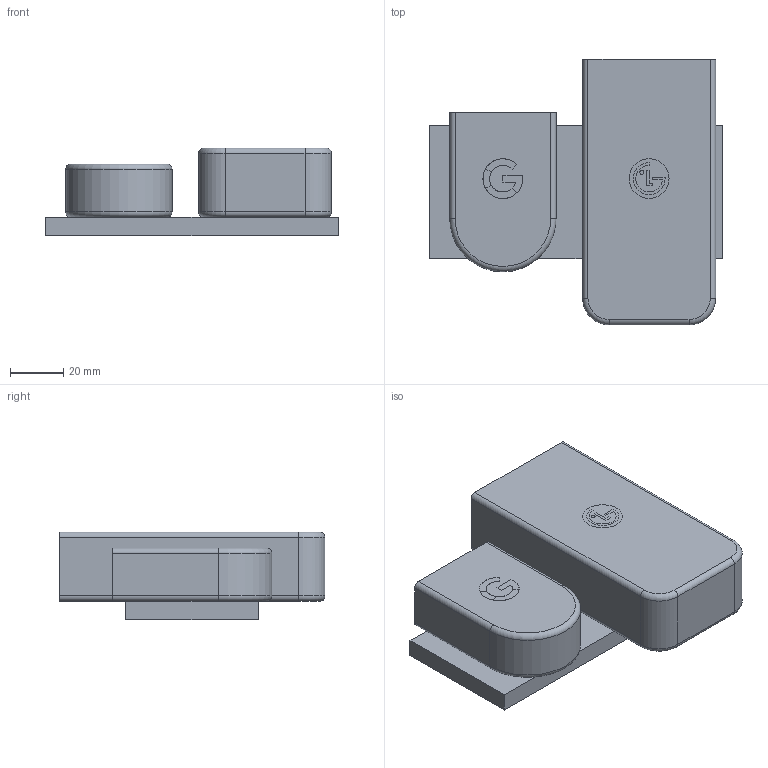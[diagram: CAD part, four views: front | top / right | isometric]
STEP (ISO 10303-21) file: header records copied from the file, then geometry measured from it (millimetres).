
FILE_DESCRIPTION(/* description */ ('STEP AP242','CAx-IF Rec.Pracs.---Representation and Presentation of Product Manufacturing Information (PMI)---4.0---2014-10-13','CAx-IF Rec.Pracs.---3D Tessellated Geometry---0.4---2014-09-14','2;1'),/* implementation_level */ '2;1');
FILE_NAME(/* name */ '668afc3f14435c297619584b',/* time_stamp */ '2024-07-07T20:36:16Z',/* author */ (''),/* organization */ (''),/* preprocessor_version */ 'ST-DEVELOPER v20',/* originating_system */ ' ',/* authorisation */ ' ');
FILE_SCHEMA (('AP242_MANAGED_MODEL_BASED_3D_ENGINEERING_MIM_LF { 1 0 10303 442 1 1 4 }'));
Length unit declared in the file: metre
Products named in the file (11): Part 11; Part 10; Part 9; Part 8; Part 7; Part 6; Part 5; Part 4; Part 3; Part 2; Part 1
Bounding box: 110 x 100 x 33 mm (x, y, z)
Volume: 59443.4 mm3; surface area: 59651.9 mm2
Topology: 11 solids, 11 shells, 129 faces, 294 edges, 192 vertices
Faces by surface type: plane 87, cylinder 36, torus 6
Full cylindrical faces by diameter (mm): 1.5 x2, 15 x2
Entity records: 3882 total; most frequent: DIRECTION 650, CARTESIAN_POINT 622, ORIENTED_EDGE 580, EDGE_CURVE 290, AXIS2_PLACEMENT_3D 220, LINE 210, VECTOR 210, VERTEX_POINT 192
